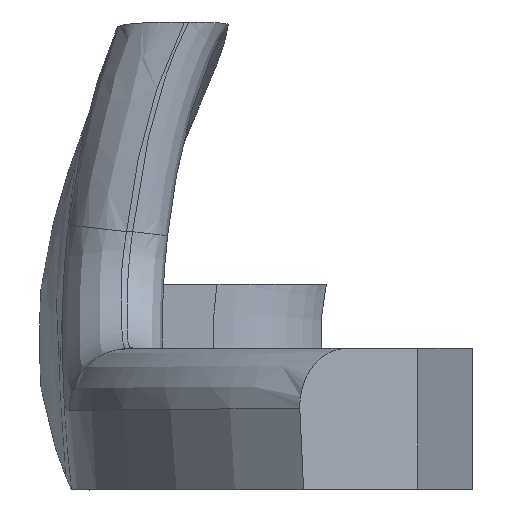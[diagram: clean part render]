
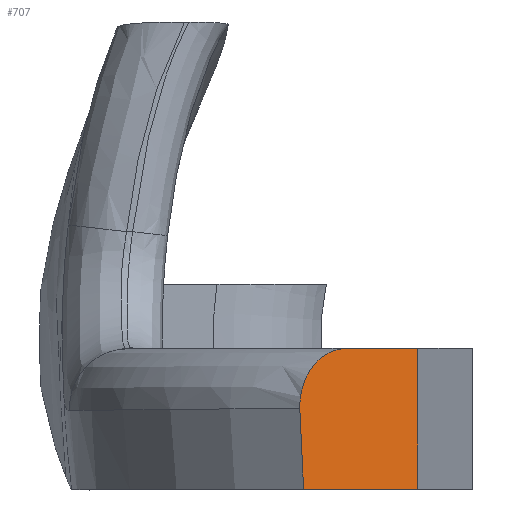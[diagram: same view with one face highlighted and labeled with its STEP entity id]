
A CAD part, top view. The second image highlights one B-rep face of the part: STEP entity #707.
In plain terms, the highlighted planar face has unit normal (0.643, 0, 0.766).
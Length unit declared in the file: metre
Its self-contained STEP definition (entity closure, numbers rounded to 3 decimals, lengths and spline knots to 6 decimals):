
#55=LINE('',#6606,#82);
#56=LINE('',#6860,#83);
#57=LINE('',#6869,#84);
#82=VECTOR('',#814,1.);
#83=VECTOR('',#817,1.);
#84=VECTOR('',#818,1.);
#100=PLANE('',#754);
#248=ORIENTED_EDGE('',*,*,#416,.T.);
#249=ORIENTED_EDGE('',*,*,#417,.T.);
#250=ORIENTED_EDGE('',*,*,#411,.T.);
#251=ORIENTED_EDGE('',*,*,#408,.T.);
#252=ORIENTED_EDGE('',*,*,#418,.T.);
#408=EDGE_CURVE('',#503,#502,#55,.T.);
#411=EDGE_CURVE('',#504,#503,#579,.T.);
#416=EDGE_CURVE('',#508,#509,#56,.T.);
#417=EDGE_CURVE('',#509,#504,#584,.T.);
#418=EDGE_CURVE('',#502,#508,#57,.T.);
#502=VERTEX_POINT('',#6605);
#503=VERTEX_POINT('',#6607);
#504=VERTEX_POINT('',#6792);
#508=VERTEX_POINT('',#6861);
#509=VERTEX_POINT('',#6862);
#579=B_SPLINE_CURVE_WITH_KNOTS('',3,(#6788,#6789,#6790,#6791),
 .UNSPECIFIED.,.F.,.F.,(4,4),(0.,0.006875),.UNSPECIFIED.);
#584=B_SPLINE_CURVE_WITH_KNOTS('',3,(#6863,#6864,#6865,#6866,#6867,#6868),
 .UNSPECIFIED.,.F.,.F.,(4,1,1,4),(0.,0.002045,
0.004089,0.008179),.UNSPECIFIED.);
#618=EDGE_LOOP('',(#248,#249,#250,#251,#252));
#656=FACE_BOUND('',#618,.T.);
#707=ADVANCED_FACE('',(#656),#100,.F.);
#754=AXIS2_PLACEMENT_3D('',#6859,#815,#816);
#814=DIRECTION('',(0.766,0.,-0.643));
#815=DIRECTION('',(-0.643,0.,-0.766));
#816=DIRECTION('',(-0.766,0.,0.643));
#817=DIRECTION('',(-0.766,0.,0.643));
#818=DIRECTION('',(0.,1.,0.));
#6605=CARTESIAN_POINT('',(-0.012708,-0.01305,0.102488));
#6606=CARTESIAN_POINT('',(0.016294,-0.01305,0.078152));
#6607=CARTESIAN_POINT('',(-0.022433,-0.01305,0.110648));
#6788=CARTESIAN_POINT('',(-0.022757,-0.006188,0.110919));
#6789=CARTESIAN_POINT('',(-0.022706,-0.00848,0.110877));
#6790=CARTESIAN_POINT('',(-0.022607,-0.010768,0.110794));
#6791=CARTESIAN_POINT('',(-0.022433,-0.01305,0.110648));
#6792=CARTESIAN_POINT('',(-0.022757,-0.006188,0.110919));
#6859=CARTESIAN_POINT('',(-0.012731,-0.053601,0.102507));
#6860=CARTESIAN_POINT('',(-0.012731,-0.00105,0.102507));
#6861=CARTESIAN_POINT('',(-0.012708,-0.00105,0.102488));
#6862=CARTESIAN_POINT('',(-0.018708,-0.00105,0.107522));
#6863=CARTESIAN_POINT('',(-0.018708,-0.00105,0.107522));
#6864=CARTESIAN_POINT('',(-0.019237,-0.00105,0.107966));
#6865=CARTESIAN_POINT('',(-0.020281,-0.001301,0.108842));
#6866=CARTESIAN_POINT('',(-0.022103,-0.002771,0.110371));
#6867=CARTESIAN_POINT('',(-0.022788,-0.004804,0.110945));
#6868=CARTESIAN_POINT('',(-0.022757,-0.006188,0.110919));
#6869=CARTESIAN_POINT('',(-0.012708,-0.053601,0.102488));
